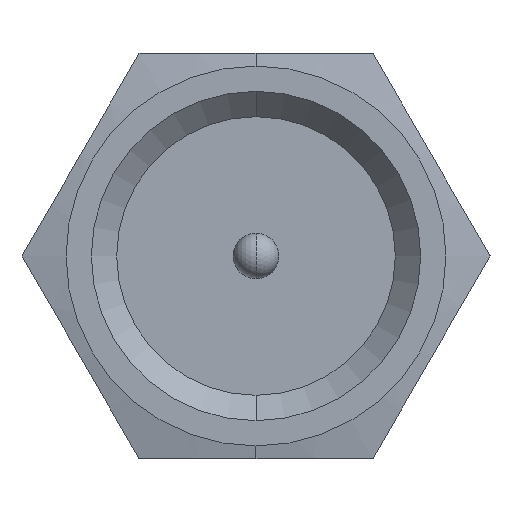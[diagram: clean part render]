
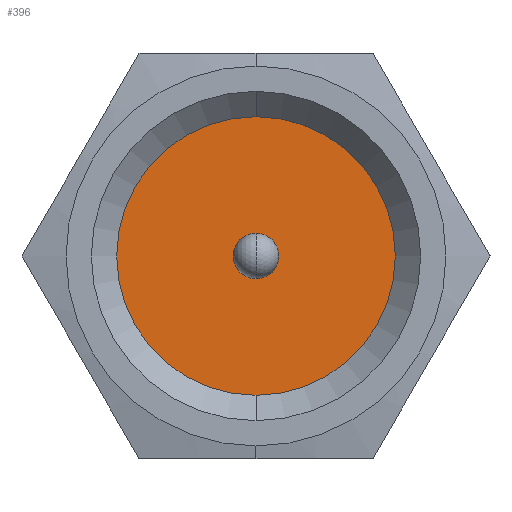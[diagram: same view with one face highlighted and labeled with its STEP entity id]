
A CAD part, left-side view. The second image highlights one B-rep face of the part: STEP entity #396.
In plain terms, the highlighted planar face has unit normal (-1, 0, 0).
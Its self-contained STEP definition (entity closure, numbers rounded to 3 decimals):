
#198 = AXIS2_PLACEMENT_3D ( 'NONE', #522, #514, #560 ) ;
#256 = CARTESIAN_POINT ( 'NONE',  ( -6.8, 0., 0. ) ) ;
#327 = DIRECTION ( 'NONE',  ( 0., 0., 1. ) ) ;
#396 = ADVANCED_FACE ( 'NONE', ( #1808, #736 ), #483, .F. ) ;
#419 = CARTESIAN_POINT ( 'NONE',  ( -6.8, 0., 0.45 ) ) ;
#483 = PLANE ( 'NONE',  #799 ) ;
#514 = DIRECTION ( 'NONE',  ( -1., 0., 0. ) ) ;
#522 = CARTESIAN_POINT ( 'NONE',  ( -6.8, 0., 0. ) ) ;
#551 = ORIENTED_EDGE ( 'NONE', *, *, #1230, .F. ) ;
#560 = DIRECTION ( 'NONE',  ( 0., 0., 1. ) ) ;
#598 = DIRECTION ( 'NONE',  ( -1., 0., 0. ) ) ;
#630 = DIRECTION ( 'NONE',  ( -1., 0., 0. ) ) ;
#666 = DIRECTION ( 'NONE',  ( 1., 0., 0. ) ) ;
#688 = CIRCLE ( 'NONE', #1120, 2.75 ) ;
#736 = FACE_OUTER_BOUND ( 'NONE', #1288, .T. ) ;
#755 = CARTESIAN_POINT ( 'NONE',  ( -6.8, 0., 2.75 ) ) ;
#799 = AXIS2_PLACEMENT_3D ( 'NONE', #868, #666, #1382 ) ;
#868 = CARTESIAN_POINT ( 'NONE',  ( -6.8, 2.75, 0. ) ) ;
#993 = EDGE_CURVE ( 'NONE', #1224, #1058, #688, .T. ) ;
#1000 = DIRECTION ( 'NONE',  ( -1., 0., 0. ) ) ;
#1006 = ORIENTED_EDGE ( 'NONE', *, *, #1958, .T. ) ;
#1058 = VERTEX_POINT ( 'NONE', #1513 ) ;
#1120 = AXIS2_PLACEMENT_3D ( 'NONE', #256, #630, #1311 ) ;
#1144 = CARTESIAN_POINT ( 'NONE',  ( -6.8, 0., -0.45 ) ) ;
#1224 = VERTEX_POINT ( 'NONE', #755 ) ;
#1230 = EDGE_CURVE ( 'NONE', #1235, #1540, #1814, .T. ) ;
#1235 = VERTEX_POINT ( 'NONE', #419 ) ;
#1288 = EDGE_LOOP ( 'NONE', ( #1948, #1006 ) ) ;
#1311 = DIRECTION ( 'NONE',  ( 0., 0., 1. ) ) ;
#1333 = AXIS2_PLACEMENT_3D ( 'NONE', #1690, #1000, #327 ) ;
#1382 = DIRECTION ( 'NONE',  ( 0., 0., -1. ) ) ;
#1437 = AXIS2_PLACEMENT_3D ( 'NONE', #2156, #598, #1988 ) ;
#1513 = CARTESIAN_POINT ( 'NONE',  ( -6.8, 0., -2.75 ) ) ;
#1540 = VERTEX_POINT ( 'NONE', #1144 ) ;
#1629 = CIRCLE ( 'NONE', #198, 2.75 ) ;
#1652 = EDGE_LOOP ( 'NONE', ( #551, #1752 ) ) ;
#1690 = CARTESIAN_POINT ( 'NONE',  ( -6.8, 0., 0. ) ) ;
#1752 = ORIENTED_EDGE ( 'NONE', *, *, #1841, .F. ) ;
#1808 = FACE_BOUND ( 'NONE', #1652, .T. ) ;
#1814 = CIRCLE ( 'NONE', #1437, 0.45 ) ;
#1841 = EDGE_CURVE ( 'NONE', #1540, #1235, #2102, .T. ) ;
#1948 = ORIENTED_EDGE ( 'NONE', *, *, #993, .T. ) ;
#1958 = EDGE_CURVE ( 'NONE', #1058, #1224, #1629, .T. ) ;
#1988 = DIRECTION ( 'NONE',  ( 0., 0., 1. ) ) ;
#2102 = CIRCLE ( 'NONE', #1333, 0.45 ) ;
#2156 = CARTESIAN_POINT ( 'NONE',  ( -6.8, 0., 0. ) ) ;
